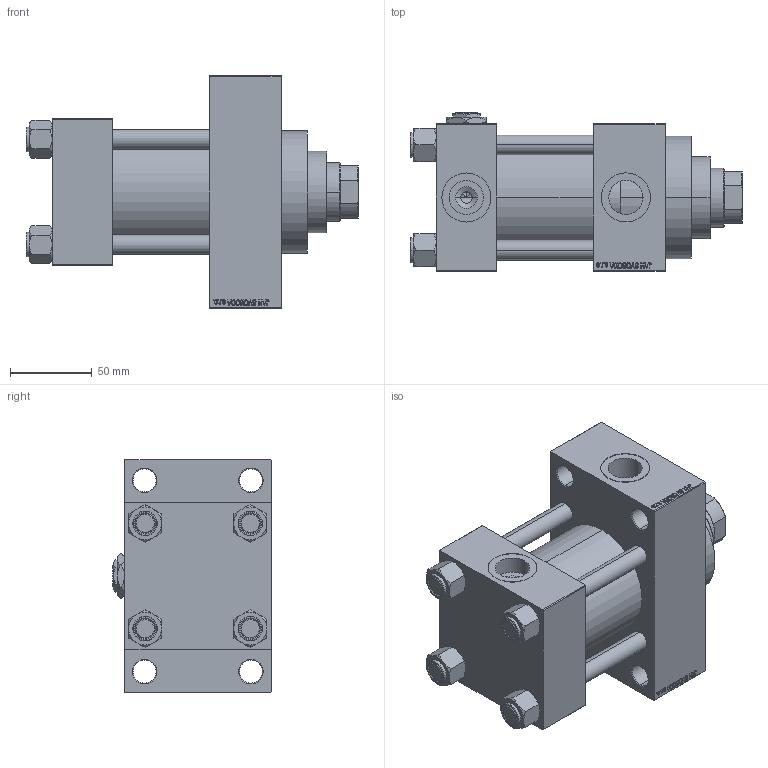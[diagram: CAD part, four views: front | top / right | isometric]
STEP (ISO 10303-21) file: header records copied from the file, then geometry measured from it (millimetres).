
FILE_DESCRIPTION (( 'STEP AP203' ), '1' );
FILE_NAME ('5d13.STEP', '2024-02-01T09:04:32', ( '' ), ( '' ), 'SwSTEP 2.0', 'SolidWorks 2019', '' );
FILE_SCHEMA (( 'CONFIG_CONTROL_DESIGN' ));
Length unit declared in the file: millimetre
Products named in the file (7): 5d13; Zatka_pro_OIL_PORT c3a9b6516a7c6877bc24b09ba6af4b11; V215CD_D_Body c3a9b6516a7c6877bc24b09ba6af4b11; V215CD_VC_A c3a9b6516a7c6877bc24b09ba6af4b11; V215CD_VCP_D c3a9b6516a7c6877bc24b09ba6af4b11; V215CD_NUT_M5_D c3a9b6516a7c6877bc24b09ba6af4b11; V215CD_D_TYCINKA c3a9b6516a7c6877bc24b09ba6af4b11
Assembly tree (12 placements, depth 2):
  5d13
    V215CD_D_Body c3a9b6516a7c6877bc24b09ba6af4b11
    V215CD_VC_A c3a9b6516a7c6877bc24b09ba6af4b11
    V215CD_VCP_D c3a9b6516a7c6877bc24b09ba6af4b11
    V215CD_D_TYCINKA c3a9b6516a7c6877bc24b09ba6af4b11  x4
    V215CD_NUT_M5_D c3a9b6516a7c6877bc24b09ba6af4b11  x4
    Zatka_pro_OIL_PORT c3a9b6516a7c6877bc24b09ba6af4b11
Bounding box: 203 x 97 x 142 mm (x, y, z)
Volume: 1109108.7 mm3; surface area: 208555.6 mm2
Topology: 12 solids, 12 shells, 1156 faces, 2872 edges, 1854 vertices
Faces by surface type: plane 521, bspline 368, cone 164, cylinder 95, torus 8
Entity records: 48971 total; most frequent: CARTESIAN_POINT 25598, ORIENTED_EDGE 5236, DIRECTION 3410, EDGE_CURVE 2618, VERTEX_POINT 1710, LINE 1546, VECTOR 1546, EDGE_LOOP 1172
